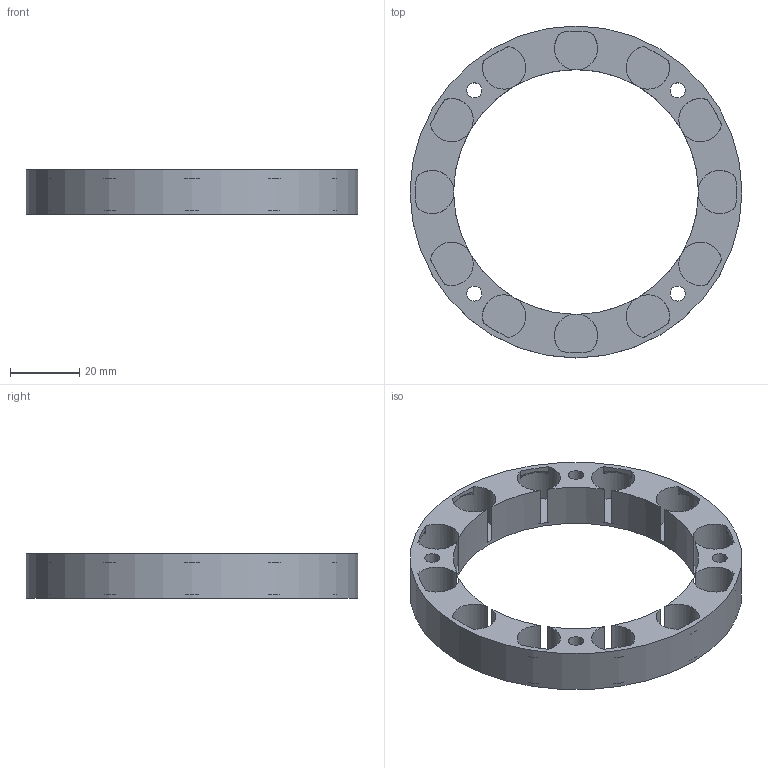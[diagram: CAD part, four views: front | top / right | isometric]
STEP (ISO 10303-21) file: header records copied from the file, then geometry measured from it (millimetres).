
FILE_DESCRIPTION(/* description */ (''),/* implementation_level */ '2;1');
FILE_NAME(/* name */ 'machining-setup v2_machining-setup 3DP v3-r1 v4.step',/* time_stamp */ '2022-12-29T08:29:30-05:00',/* author */ (''),/* organization */ (''),/* preprocessor_version */ 'ST-DEVELOPER v19.2',/* originating_system */ 'Autodesk Translation Framework v11.17.0.187',/* authorisation */ '');
FILE_SCHEMA (('AUTOMOTIVE_DESIGN { 1 0 10303 214 3 1 1 }'));
Length unit declared in the file: inch
Products named in the file (3): machining-setup v2_machining-setup 3DP v3-r1; magnet holder; magnet spacer
Assembly tree (2 placements, depth 2):
  machining-setup v2_machining-setup 3DP v3-r1
    magnet holder
    magnet spacer
Bounding box: 95.75 x 95.75 x 12.7 mm (x, y, z)
Volume: 23900.2 mm3; surface area: 18867.5 mm2
Topology: 1 solids, 1 shells, 68 faces, 198 edges, 132 vertices
Faces by surface type: cylinder 30, plane 26, torus 12
Full cylindrical faces by diameter (mm): 4.318 x4, 70.612 x1, 95.75 x1
Entity records: 2699 total; most frequent: CARTESIAN_POINT 715, DIRECTION 440, ORIENTED_EDGE 396, EDGE_CURVE 198, AXIS2_PLACEMENT_3D 193, VERTEX_POINT 132, CIRCLE 120, EDGE_LOOP 78
